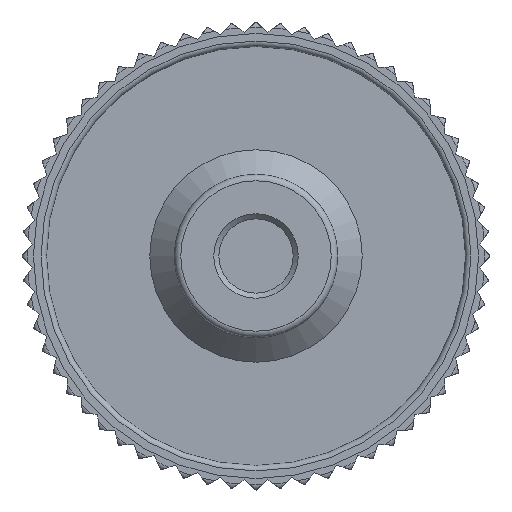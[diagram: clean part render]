
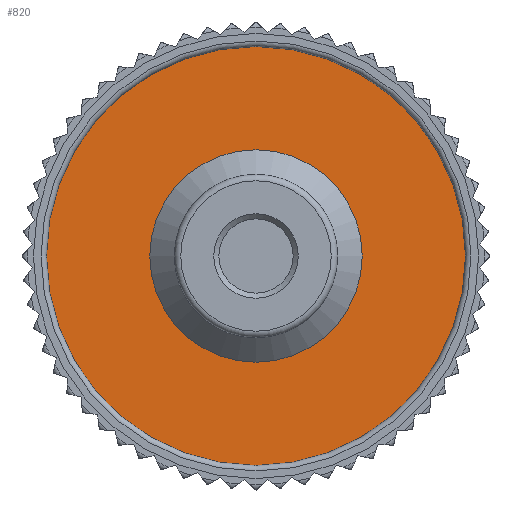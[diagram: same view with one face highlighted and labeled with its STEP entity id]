
A CAD part, front view. The second image highlights one B-rep face of the part: STEP entity #820.
In plain terms, the highlighted planar face has unit normal (0, -1, 0).
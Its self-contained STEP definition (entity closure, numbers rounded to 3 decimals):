
#820 = ADVANCED_FACE( '', ( #1678, #1679 ), #1680, .F. );
#1678 = FACE_BOUND( '', #2553, .T. );
#1679 = FACE_OUTER_BOUND( '', #2554, .T. );
#1680 = PLANE( '', #2555 );
#2553 = EDGE_LOOP( '', ( #5136 ) );
#2554 = EDGE_LOOP( '', ( #5137 ) );
#2555 = AXIS2_PLACEMENT_3D( '', #5138, #5139, #5140 );
#5136 = ORIENTED_EDGE( '', *, *, #5448, .F. );
#5137 = ORIENTED_EDGE( '', *, *, #6135, .T. );
#5138 = CARTESIAN_POINT( '', ( 28.2, 37.96, 0. ) );
#5139 = DIRECTION( '', ( 0., 1., 0. ) );
#5140 = DIRECTION( '', ( 0., 0., 1. ) );
#5448 = EDGE_CURVE( '', #6603, #6603, #6604, .T. );
#6135 = EDGE_CURVE( '', #7694, #7694, #7695, .T. );
#6603 = VERTEX_POINT( '', #8646 );
#6604 = CIRCLE( '', #8647, 14.3 );
#7694 = VERTEX_POINT( '', #11594 );
#7695 = CIRCLE( '', #11595, 28.2 );
#8646 = CARTESIAN_POINT( '', ( 0., 37.96, -14.3 ) );
#8647 = AXIS2_PLACEMENT_3D( '', #12477, #12478, #12479 );
#11594 = CARTESIAN_POINT( '', ( 0., 37.96, -28.2 ) );
#11595 = AXIS2_PLACEMENT_3D( '', #13007, #13008, #13009 );
#12477 = CARTESIAN_POINT( '', ( 0., 37.96, 0. ) );
#12478 = DIRECTION( '', ( 0., -1., 0. ) );
#12479 = DIRECTION( '', ( 0., 0., -1. ) );
#13007 = CARTESIAN_POINT( '', ( 0., 37.96, 0. ) );
#13008 = DIRECTION( '', ( 0., -1., 0. ) );
#13009 = DIRECTION( '', ( 0., 0., -1. ) );
